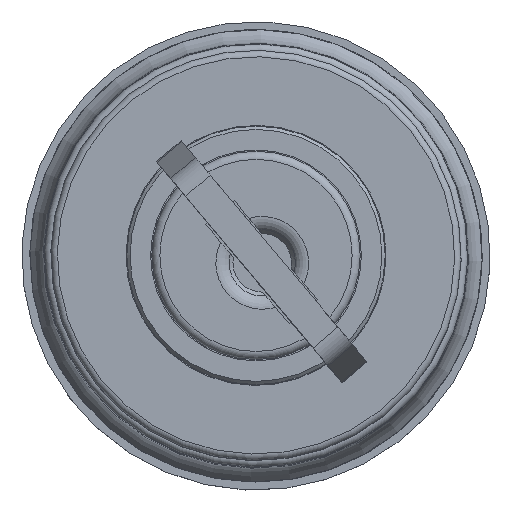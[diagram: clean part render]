
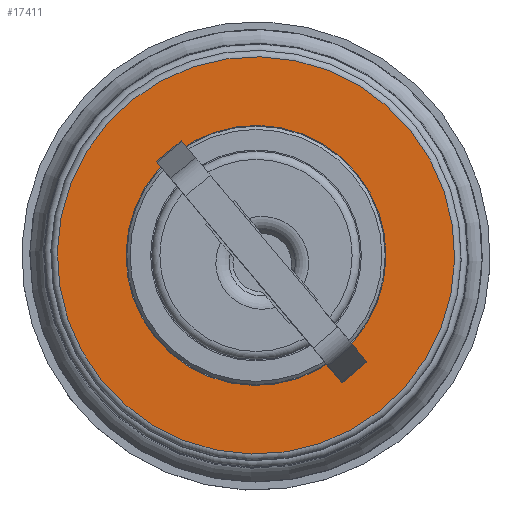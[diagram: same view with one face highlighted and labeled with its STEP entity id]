
A CAD part, top view. The second image highlights one B-rep face of the part: STEP entity #17411.
In plain terms, the highlighted planar face has unit normal (0, 0, 1).
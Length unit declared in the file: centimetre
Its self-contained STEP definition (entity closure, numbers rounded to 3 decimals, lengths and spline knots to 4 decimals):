
#4517=PLANE('',#18430);
#5225=FACE_BOUND('',#6351,.T.);
#5363=FACE_OUTER_BOUND('',#6350,.T.);
#6350=EDGE_LOOP('',(#12276));
#6351=EDGE_LOOP('',(#12277));
#7350=CIRCLE('',#18429,1.23);
#7351=CIRCLE('',#18431,0.805);
#7704=VERTEX_POINT('',#24417);
#7705=VERTEX_POINT('',#24420);
#9499=EDGE_CURVE('',#7704,#7704,#7350,.T.);
#9500=EDGE_CURVE('',#7705,#7705,#7351,.T.);
#12276=ORIENTED_EDGE('',*,*,#9499,.F.);
#12277=ORIENTED_EDGE('',*,*,#9500,.T.);
#17411=ADVANCED_FACE('',(#5363,#5225),#4517,.T.);
#18429=AXIS2_PLACEMENT_3D('',#24418,#19850,#19851);
#18430=AXIS2_PLACEMENT_3D('',#24419,#19852,#19853);
#18431=AXIS2_PLACEMENT_3D('',#24421,#19854,#19855);
#19850=DIRECTION('center_axis',(0.,0.,
-1.));
#19851=DIRECTION('ref_axis',(-0.023,-1.,0.));
#19852=DIRECTION('center_axis',(0.,0.,
1.));
#19853=DIRECTION('ref_axis',(-1.,0.023,0.));
#19854=DIRECTION('center_axis',(0.,0.,
-1.));
#19855=DIRECTION('ref_axis',(-0.023,-1.,0.));
#24417=CARTESIAN_POINT('',(-0.0553,-1.3707,1.688));
#24418=CARTESIAN_POINT('Origin',(-0.0275,-0.141,
1.688));
#24419=CARTESIAN_POINT('Origin',(-0.0505,-1.1582,
1.688));
#24420=CARTESIAN_POINT('',(-0.0457,-0.9458,1.688));
#24421=CARTESIAN_POINT('Origin',(-0.0275,-0.141,
1.688));
